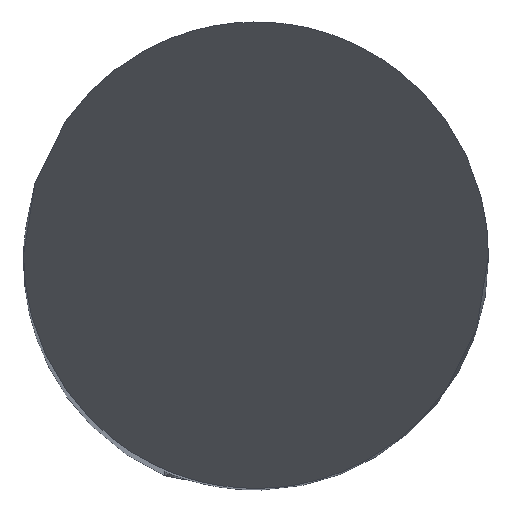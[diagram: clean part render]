
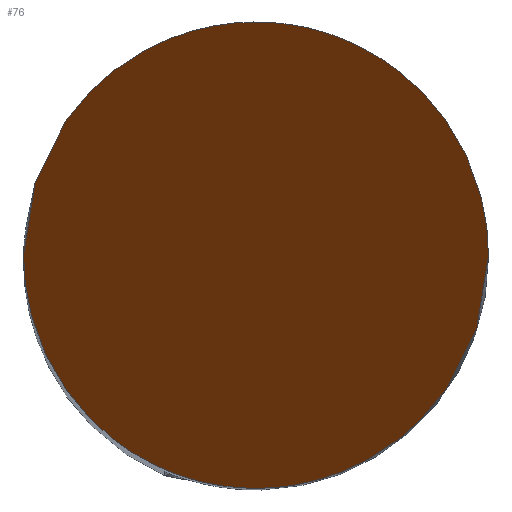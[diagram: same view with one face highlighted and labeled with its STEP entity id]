
A CAD part, top view. The second image highlights one B-rep face of the part: STEP entity #76.
In plain terms, the highlighted planar face has unit normal (0, -0.866, 0.5).
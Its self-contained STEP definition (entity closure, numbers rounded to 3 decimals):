
#57=PLANE('',#507);
#76=ADVANCED_FACE('',(#109),#57,.T.);
#109=FACE_OUTER_BOUND('',#134,.T.);
#134=EDGE_LOOP('',(#255,#256));
#255=ORIENTED_EDGE('',*,*,#390,.F.);
#256=ORIENTED_EDGE('',*,*,#396,.F.);
#345=VERTEX_POINT('',#821);
#346=VERTEX_POINT('',#822);
#390=EDGE_CURVE('',#345,#346,#431,.T.);
#396=EDGE_CURVE('',#346,#345,#433,.T.);
#431=(
BOUNDED_CURVE()
B_SPLINE_CURVE(3,(#817,#818,#819,#820),.UNSPECIFIED.,.F.,.F.)
B_SPLINE_CURVE_WITH_KNOTS((4,4),(0.,1.),.UNSPECIFIED.)
CURVE()
GEOMETRIC_REPRESENTATION_ITEM()
RATIONAL_B_SPLINE_CURVE((1.,0.333,0.333,1.))
REPRESENTATION_ITEM('')
);
#433=(
BOUNDED_CURVE()
B_SPLINE_CURVE(3,(#834,#835,#836,#837),.UNSPECIFIED.,.F.,.F.)
B_SPLINE_CURVE_WITH_KNOTS((4,4),(0.,1.),.UNSPECIFIED.)
CURVE()
GEOMETRIC_REPRESENTATION_ITEM()
RATIONAL_B_SPLINE_CURVE((1.,0.333,0.333,1.))
REPRESENTATION_ITEM('')
);
#507=AXIS2_PLACEMENT_3D('',#877,#571,#572);
#571=DIRECTION('',(0.,-0.866,0.5));
#572=DIRECTION('',(0.,0.5,0.866));
#817=CARTESIAN_POINT('',(3.5,0.,0.));
#818=CARTESIAN_POINT('',(3.5,-7.,-12.124));
#819=CARTESIAN_POINT('',(-3.5,-7.,-12.124));
#820=CARTESIAN_POINT('',(-3.5,0.,0.));
#821=CARTESIAN_POINT('',(3.5,0.,0.));
#822=CARTESIAN_POINT('',(-3.5,0.,0.));
#834=CARTESIAN_POINT('',(-3.5,0.,0.));
#835=CARTESIAN_POINT('',(-3.5,7.,12.124));
#836=CARTESIAN_POINT('',(3.5,7.,12.124));
#837=CARTESIAN_POINT('',(3.5,0.,0.));
#877=CARTESIAN_POINT('',(84.479,3.5,6.062));
